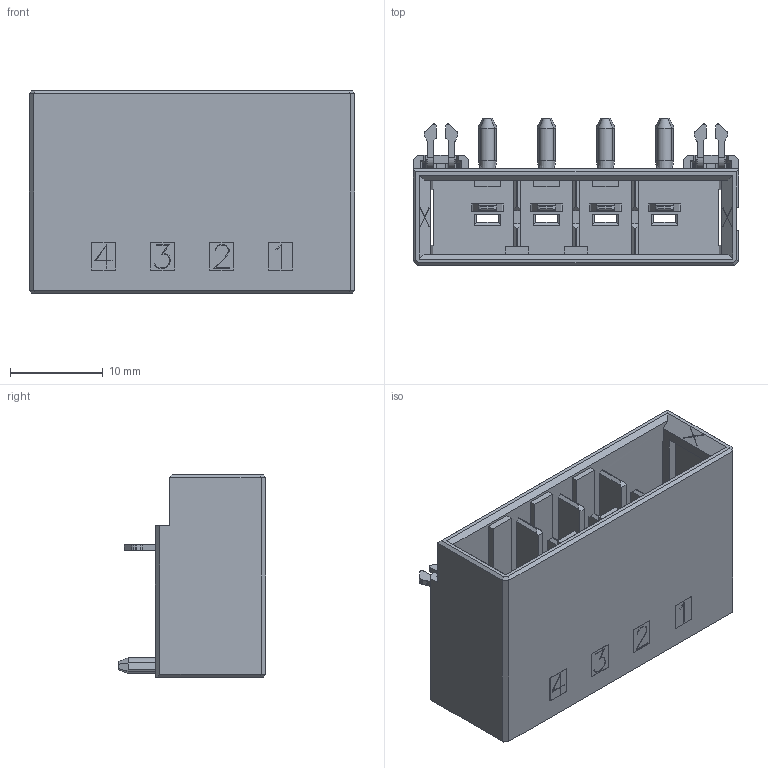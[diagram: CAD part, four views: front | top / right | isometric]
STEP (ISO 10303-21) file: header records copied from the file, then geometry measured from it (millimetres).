
FILE_DESCRIPTION( ('This file contains a STEP AP42 implementation' ,'as created by ZW3D STEP Interface translator.') ,'2;1' );
FILE_NAME( 'WD6350-1WR04W4BT01.stp' ,'2312 8.16 856', (''), ('ZWCAD Software Co.'), 'Version 1.0', 'ZW3D to STEP translator', '' );
FILE_SCHEMA(('AUTOMOTIVE_DESIGN { 1 0 10303 214 1 1 1 1 }'));
Length unit declared in the file: millimetre
Products named in the file (2): 0; WD6350-1WR04W4BT01
Bounding box: 35.05 x 15.9 x 21.8 mm (x, y, z)
Volume: 3359.8 mm3; surface area: 6062.6 mm2
Topology: 1 solids, 1 shells, 819 faces, 2260 edges, 1462 vertices
Faces by surface type: plane 601, bspline 126, cylinder 92
Entity records: 28936 total; most frequent: CARTESIAN_POINT 7860, ORIENTED_EDGE 4520, DIRECTION 3636, EDGE_CURVE 2260, VECTOR 1856, LINE 1856, VERTEX_POINT 1462, AXIS2_PLACEMENT_3D 890
